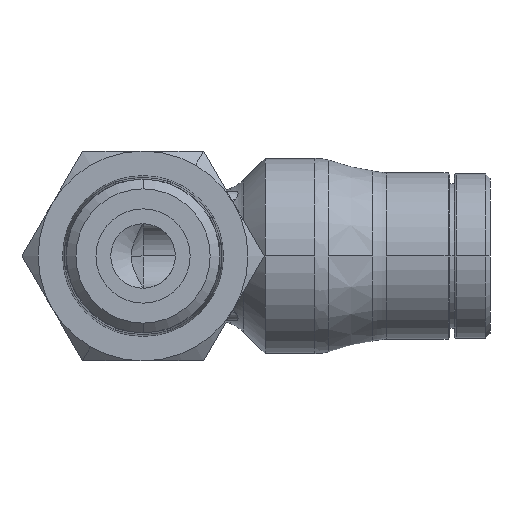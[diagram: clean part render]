
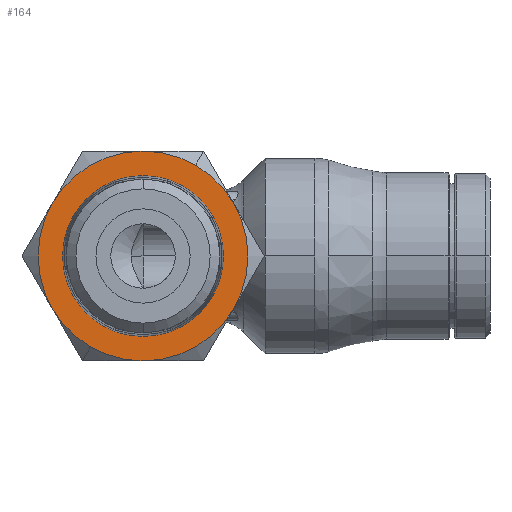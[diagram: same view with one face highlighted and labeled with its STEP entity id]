
A CAD part, front view. The second image highlights one B-rep face of the part: STEP entity #164.
In plain terms, the highlighted planar face has unit normal (0, -1, 0).
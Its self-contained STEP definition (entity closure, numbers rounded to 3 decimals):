
#164=ADVANCED_FACE('',(#443,#444),#445,.F.);
#443=FACE_BOUND('',#759,.T.);
#444=FACE_OUTER_BOUND('',#760,.T.);
#445=PLANE('',#761);
#759=EDGE_LOOP('',(#1779,#1780));
#760=EDGE_LOOP('',(#1781,#1782,#1783,#1784,#1785,#1786,#1787,#1788));
#761=AXIS2_PLACEMENT_3D('',#1789,#1790,#1791);
#1779=ORIENTED_EDGE('',*,*,#2056,.T.);
#1780=ORIENTED_EDGE('',*,*,#2350,.T.);
#1781=ORIENTED_EDGE('',*,*,#2351,.F.);
#1782=ORIENTED_EDGE('',*,*,#2352,.F.);
#1783=ORIENTED_EDGE('',*,*,#2353,.F.);
#1784=ORIENTED_EDGE('',*,*,#2067,.F.);
#1785=ORIENTED_EDGE('',*,*,#2354,.F.);
#1786=ORIENTED_EDGE('',*,*,#2355,.F.);
#1787=ORIENTED_EDGE('',*,*,#2069,.F.);
#1788=ORIENTED_EDGE('',*,*,#2356,.F.);
#1789=CARTESIAN_POINT('',(0.,-11.45,0.));
#1790=DIRECTION('',(0.0,1.0,0.0));
#1791=DIRECTION('',(0.866,0.0,-0.5));
#2056=EDGE_CURVE('',#2447,#2451,#2453,.T.);
#2067=EDGE_CURVE('',#2472,#2470,#2474,.T.);
#2069=EDGE_CURVE('',#2475,#2477,#2478,.T.);
#2350=EDGE_CURVE('',#2451,#2447,#2937,.T.);
#2351=EDGE_CURVE('',#2938,#2939,#2940,.T.);
#2352=EDGE_CURVE('',#2941,#2938,#2942,.T.);
#2353=EDGE_CURVE('',#2470,#2941,#2943,.T.);
#2354=EDGE_CURVE('',#2944,#2472,#2945,.T.);
#2355=EDGE_CURVE('',#2477,#2944,#2946,.T.);
#2356=EDGE_CURVE('',#2939,#2475,#2947,.T.);
#2447=VERTEX_POINT('',#3092);
#2451=VERTEX_POINT('',#3097);
#2453=CIRCLE('',#3100,4.986);
#2470=VERTEX_POINT('',#3121);
#2472=VERTEX_POINT('',#3124);
#2474=CIRCLE('',#3137,6.5);
#2475=VERTEX_POINT('',#3138);
#2477=VERTEX_POINT('',#3141);
#2478=CIRCLE('',#3142,6.5);
#2937=CIRCLE('',#4185,4.986);
#2938=VERTEX_POINT('',#4186);
#2939=VERTEX_POINT('',#4187);
#2940=CIRCLE('',#4188,6.5);
#2941=VERTEX_POINT('',#4189);
#2942=CIRCLE('',#4190,6.5);
#2943=CIRCLE('',#4191,6.5);
#2944=VERTEX_POINT('',#4192);
#2945=CIRCLE('',#4193,6.5);
#2946=CIRCLE('',#4194,6.5);
#2947=CIRCLE('',#4195,6.5);
#3092=CARTESIAN_POINT('',(0.,-11.45,-4.986));
#3097=CARTESIAN_POINT('',(0.,-11.45,4.986));
#3100=AXIS2_PLACEMENT_3D('',#4539,#4540,#4541);
#3121=CARTESIAN_POINT('',(3.25,-11.45,5.629));
#3124=CARTESIAN_POINT('',(0.,-11.45,6.5));
#3137=AXIS2_PLACEMENT_3D('',#4559,#4560,#4561);
#3138=CARTESIAN_POINT('',(-3.25,-11.45,-5.629));
#3141=CARTESIAN_POINT('',(-5.629,-11.45,-3.25));
#3142=AXIS2_PLACEMENT_3D('',#4563,#4564,#4565);
#4185=AXIS2_PLACEMENT_3D('',#5067,#5068,#5069);
#4186=CARTESIAN_POINT('',(5.629,-11.45,-3.25));
#4187=CARTESIAN_POINT('',(0.,-11.45,-6.5));
#4188=AXIS2_PLACEMENT_3D('',#5070,#5071,#5072);
#4189=CARTESIAN_POINT('',(5.629,-11.45,3.25));
#4190=AXIS2_PLACEMENT_3D('',#5073,#5074,#5075);
#4191=AXIS2_PLACEMENT_3D('',#5076,#5077,#5078);
#4192=CARTESIAN_POINT('',(-5.629,-11.45,3.25));
#4193=AXIS2_PLACEMENT_3D('',#5079,#5080,#5081);
#4194=AXIS2_PLACEMENT_3D('',#5082,#5083,#5084);
#4195=AXIS2_PLACEMENT_3D('',#5085,#5086,#5087);
#4539=CARTESIAN_POINT('',(0.0,-11.45,0.0));
#4540=DIRECTION('',(0.0,1.0,0.0));
#4541=DIRECTION('',(0.,0.0,-1.0));
#4559=CARTESIAN_POINT('',(0.0,-11.45,0.0));
#4560=DIRECTION('',(0.0,1.0,0.0));
#4561=DIRECTION('',(-0.5,0.0,-0.866));
#4563=CARTESIAN_POINT('',(0.0,-11.45,0.0));
#4564=DIRECTION('',(0.0,1.0,0.0));
#4565=DIRECTION('',(-0.5,0.0,-0.866));
#5067=CARTESIAN_POINT('',(0.0,-11.45,0.0));
#5068=DIRECTION('',(0.0,1.0,0.0));
#5069=DIRECTION('',(0.,0.0,-1.0));
#5070=CARTESIAN_POINT('',(0.0,-11.45,0.0));
#5071=DIRECTION('',(0.0,1.0,0.0));
#5072=DIRECTION('',(-0.5,0.0,-0.866));
#5073=CARTESIAN_POINT('',(0.0,-11.45,0.0));
#5074=DIRECTION('',(0.0,1.0,0.0));
#5075=DIRECTION('',(-0.5,0.0,-0.866));
#5076=CARTESIAN_POINT('',(0.0,-11.45,0.0));
#5077=DIRECTION('',(0.0,1.0,0.0));
#5078=DIRECTION('',(-0.5,0.0,-0.866));
#5079=CARTESIAN_POINT('',(0.0,-11.45,0.0));
#5080=DIRECTION('',(0.0,1.0,0.0));
#5081=DIRECTION('',(-0.5,0.0,-0.866));
#5082=CARTESIAN_POINT('',(0.0,-11.45,0.0));
#5083=DIRECTION('',(0.0,1.0,0.0));
#5084=DIRECTION('',(-0.5,0.0,-0.866));
#5085=CARTESIAN_POINT('',(0.0,-11.45,0.0));
#5086=DIRECTION('',(0.0,1.0,0.0));
#5087=DIRECTION('',(-0.5,0.0,-0.866));
